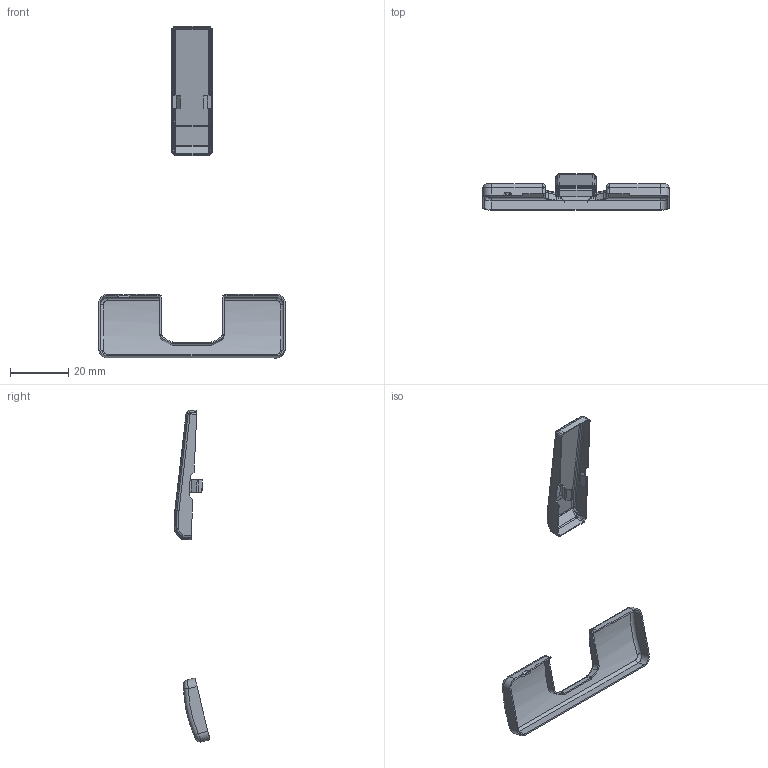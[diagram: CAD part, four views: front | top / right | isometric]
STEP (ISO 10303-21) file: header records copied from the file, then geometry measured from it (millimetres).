
FILE_DESCRIPTION(/* description */ ('STEP AP203'),/* implementation_level */ '2;1');
FILE_NAME(/* name */ 'ZM-COVERHCSL-SET.stp',/* time_stamp */ '2023-05-30T10:01:34+02:00',/* author */ ('BartlomiejH'),/* organization */ ('china'),/* preprocessor_version */ 'ST-DEVELOPER v19.2',/* originating_system */ 'Autodesk Inventor 2023',/* authorisation */ '');
FILE_SCHEMA (('AUTOMOTIVE_DESIGN { 1 0 10303 214 3 1 1 }'));
Length unit declared in the file: millimetre
Products named in the file (3): HB¿î¿¨Ê½Æ«ÐÄ´
óÍä½ÂÁ´-14¿î; ±­¸Ç; HQÒºÑ¹±Û¸Ç
Assembly tree (2 placements, depth 2):
  HB¿î¿¨Ê½Æ«ÐÄ´
óÍä½ÂÁ´-14¿î
    ±­¸Ç
    HQÒºÑ¹±Û¸Ç
Bounding box: 64 x 12.34 x 114.06 mm (x, y, z)
Volume: 1172.1 mm3; surface area: 5741.5 mm2
Topology: 2 solids, 2 shells, 281 faces, 661 edges, 378 vertices
Faces by surface type: cylinder 127, plane 88, sphere 44, bspline 16, torus 6
Entity records: 8757 total; most frequent: CARTESIAN_POINT 2231, DIRECTION 1427, ORIENTED_EDGE 1306, EDGE_CURVE 653, AXIS2_PLACEMENT_3D 538, VERTEX_POINT 378, LINE 351, VECTOR 351
